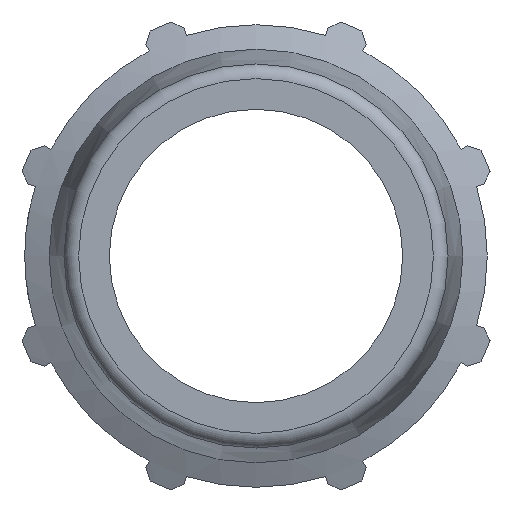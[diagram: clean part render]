
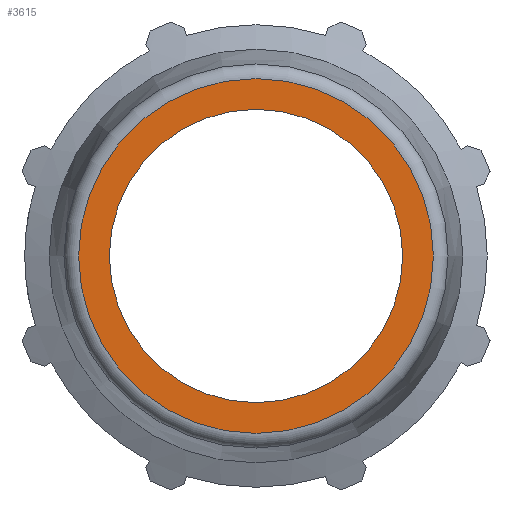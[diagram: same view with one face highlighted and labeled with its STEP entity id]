
A CAD part, left-side view. The second image highlights one B-rep face of the part: STEP entity #3615.
In plain terms, the highlighted planar face has unit normal (-1, 0, 0).
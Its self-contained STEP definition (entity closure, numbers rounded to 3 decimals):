
#155=FACE_BOUND('',#582,.T.);
#221=PLANE('',#3900);
#364=FACE_OUTER_BOUND('',#581,.T.);
#581=EDGE_LOOP('',(#2770));
#582=EDGE_LOOP('',(#2771));
#856=CIRCLE('',#3898,75.622);
#857=CIRCLE('',#3901,62.5);
#1628=VERTEX_POINT('',#5858);
#1629=VERTEX_POINT('',#5862);
#2055=EDGE_CURVE('',#1628,#1628,#856,.T.);
#2056=EDGE_CURVE('',#1629,#1629,#857,.T.);
#2770=ORIENTED_EDGE('',*,*,#2055,.T.);
#2771=ORIENTED_EDGE('',*,*,#2056,.T.);
#3615=ADVANCED_FACE('',(#364,#155),#221,.F.);
#3898=AXIS2_PLACEMENT_3D('',#5859,#4556,#4557);
#3900=AXIS2_PLACEMENT_3D('',#5861,#4560,#4561);
#3901=AXIS2_PLACEMENT_3D('',#5863,#4562,#4563);
#4556=DIRECTION('center_axis',(-1.,0.,0.));
#4557=DIRECTION('ref_axis',(0.,-1.,0.));
#4560=DIRECTION('center_axis',(1.,0.,0.));
#4561=DIRECTION('ref_axis',(0.,0.,-1.));
#4562=DIRECTION('center_axis',(1.,0.,0.));
#4563=DIRECTION('ref_axis',(0.,0.,-1.));
#5858=CARTESIAN_POINT('',(-230.,75.622,0.));
#5859=CARTESIAN_POINT('Origin',(-230.,0.,0.));
#5861=CARTESIAN_POINT('Origin',(-230.,62.5,0.));
#5862=CARTESIAN_POINT('',(-230.,62.5,0.));
#5863=CARTESIAN_POINT('Origin',(-230.,0.,0.));
